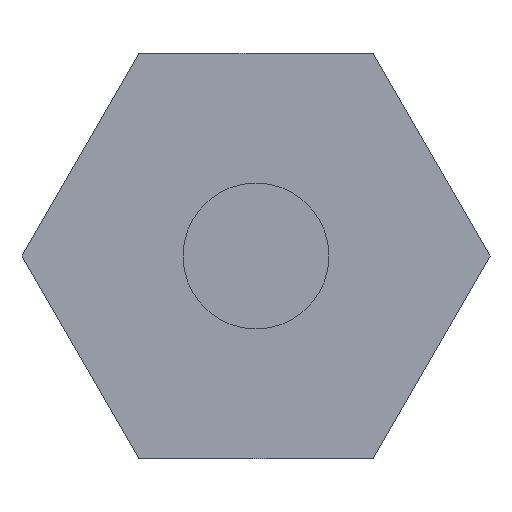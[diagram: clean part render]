
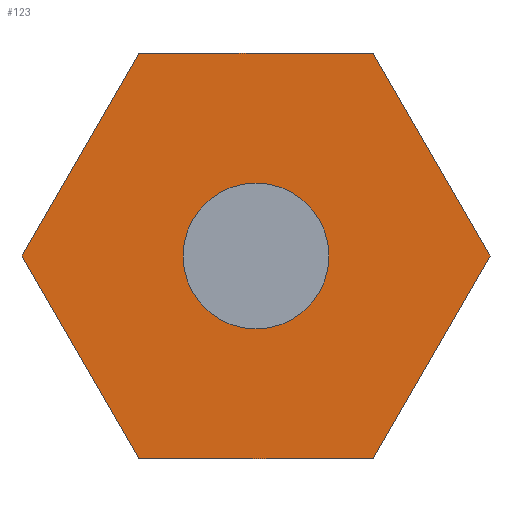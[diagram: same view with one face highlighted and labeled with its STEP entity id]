
A CAD part, front view. The second image highlights one B-rep face of the part: STEP entity #123.
In plain terms, the highlighted planar face has unit normal (0, -1, 0).
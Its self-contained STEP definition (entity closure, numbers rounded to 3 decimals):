
#1 = VERTEX_POINT ( 'NONE', #24 ) ;
#7 = CARTESIAN_POINT ( 'NONE',  ( 6.416, 0., 0. ) ) ;
#13 = VECTOR ( 'NONE', #50, 1000. ) ;
#24 = CARTESIAN_POINT ( 'NONE',  ( 3.208, 0., 5.556 ) ) ;
#26 = DIRECTION ( 'NONE',  ( -0.5, 0., 0.866 ) ) ;
#31 = CARTESIAN_POINT ( 'NONE',  ( -3.208, 0., 5.556 ) ) ;
#37 = EDGE_CURVE ( 'NONE', #303, #247, #114, .T. ) ;
#38 = VECTOR ( 'NONE', #26, 1000. ) ;
#43 = CARTESIAN_POINT ( 'NONE',  ( -6.416, 0., 0. ) ) ;
#44 = VECTOR ( 'NONE', #173, 1000. ) ;
#50 = DIRECTION ( 'NONE',  ( -1., 0., 0. ) ) ;
#62 = LINE ( 'NONE', #269, #332 ) ;
#63 = ORIENTED_EDGE ( 'NONE', *, *, #281, .F. ) ;
#64 = DIRECTION ( 'NONE',  ( 0., 1., 0. ) ) ;
#69 = ORIENTED_EDGE ( 'NONE', *, *, #212, .F. ) ;
#81 = ORIENTED_EDGE ( 'NONE', *, *, #37, .F. ) ;
#83 = DIRECTION ( 'NONE',  ( 0.5, 0., 0.866 ) ) ;
#88 = EDGE_CURVE ( 'NONE', #247, #196, #301, .T. ) ;
#94 = DIRECTION ( 'NONE',  ( 0., -1., 0. ) ) ;
#96 = CIRCLE ( 'NONE', #109, 2. ) ;
#109 = AXIS2_PLACEMENT_3D ( 'NONE', #151, #338, #182 ) ;
#113 = DIRECTION ( 'NONE',  ( 1., 0., 0. ) ) ;
#114 = LINE ( 'NONE', #133, #38 ) ;
#117 = CARTESIAN_POINT ( 'NONE',  ( 3.208, 0., 5.556 ) ) ;
#118 = LINE ( 'NONE', #117, #44 ) ;
#123 = ADVANCED_FACE ( 'NONE', ( #345, #207 ), #217, .F. ) ;
#125 = CARTESIAN_POINT ( 'NONE',  ( 3.208, 0., -5.556 ) ) ;
#133 = CARTESIAN_POINT ( 'NONE',  ( -3.208, 0., -5.556 ) ) ;
#140 = CARTESIAN_POINT ( 'NONE',  ( 0., 0., 0. ) ) ;
#147 = CARTESIAN_POINT ( 'NONE',  ( -3.208, 0., 5.556 ) ) ;
#151 = CARTESIAN_POINT ( 'NONE',  ( 0., 0., 0. ) ) ;
#158 = VECTOR ( 'NONE', #340, 1000. ) ;
#161 = EDGE_CURVE ( 'NONE', #196, #1, #62, .T. ) ;
#162 = LINE ( 'NONE', #224, #158 ) ;
#169 = VERTEX_POINT ( 'NONE', #7 ) ;
#173 = DIRECTION ( 'NONE',  ( 0.5, 0., -0.866 ) ) ;
#182 = DIRECTION ( 'NONE',  ( 0., 0., -1. ) ) ;
#196 = VERTEX_POINT ( 'NONE', #147 ) ;
#203 = CARTESIAN_POINT ( 'NONE',  ( -3.208, 0., -5.556 ) ) ;
#207 = FACE_OUTER_BOUND ( 'NONE', #240, .T. ) ;
#212 = EDGE_CURVE ( 'NONE', #1, #169, #118, .T. ) ;
#217 = PLANE ( 'NONE',  #238 ) ;
#222 = EDGE_CURVE ( 'NONE', #268, #265, #286, .T. ) ;
#224 = CARTESIAN_POINT ( 'NONE',  ( 3.208, 0., -5.556 ) ) ;
#227 = VECTOR ( 'NONE', #83, 1000. ) ;
#238 = AXIS2_PLACEMENT_3D ( 'NONE', #140, #64, #242 ) ;
#239 = ORIENTED_EDGE ( 'NONE', *, *, #339, .F. ) ;
#240 = EDGE_LOOP ( 'NONE', ( #239, #69, #325, #322, #81, #331 ) ) ;
#242 = DIRECTION ( 'NONE',  ( 0., 0., 1. ) ) ;
#247 = VERTEX_POINT ( 'NONE', #43 ) ;
#249 = CARTESIAN_POINT ( 'NONE',  ( 0., 0., 0. ) ) ;
#251 = CARTESIAN_POINT ( 'NONE',  ( 0., 0., 2. ) ) ;
#253 = CARTESIAN_POINT ( 'NONE',  ( -3.208, 0., -5.556 ) ) ;
#258 = EDGE_LOOP ( 'NONE', ( #63, #317 ) ) ;
#265 = VERTEX_POINT ( 'NONE', #308 ) ;
#268 = VERTEX_POINT ( 'NONE', #251 ) ;
#269 = CARTESIAN_POINT ( 'NONE',  ( -3.208, 0., 5.556 ) ) ;
#277 = DIRECTION ( 'NONE',  ( 0., 0., -1. ) ) ;
#281 = EDGE_CURVE ( 'NONE', #265, #268, #96, .T. ) ;
#286 = CIRCLE ( 'NONE', #330, 2. ) ;
#290 = VERTEX_POINT ( 'NONE', #125 ) ;
#292 = LINE ( 'NONE', #203, #13 ) ;
#301 = LINE ( 'NONE', #31, #227 ) ;
#303 = VERTEX_POINT ( 'NONE', #253 ) ;
#308 = CARTESIAN_POINT ( 'NONE',  ( 0., 0., -2. ) ) ;
#317 = ORIENTED_EDGE ( 'NONE', *, *, #222, .F. ) ;
#322 = ORIENTED_EDGE ( 'NONE', *, *, #88, .F. ) ;
#325 = ORIENTED_EDGE ( 'NONE', *, *, #161, .F. ) ;
#327 = EDGE_CURVE ( 'NONE', #290, #303, #292, .T. ) ;
#330 = AXIS2_PLACEMENT_3D ( 'NONE', #249, #94, #277 ) ;
#331 = ORIENTED_EDGE ( 'NONE', *, *, #327, .F. ) ;
#332 = VECTOR ( 'NONE', #113, 1000. ) ;
#338 = DIRECTION ( 'NONE',  ( 0., -1., 0. ) ) ;
#339 = EDGE_CURVE ( 'NONE', #169, #290, #162, .T. ) ;
#340 = DIRECTION ( 'NONE',  ( -0.5, 0., -0.866 ) ) ;
#345 = FACE_BOUND ( 'NONE', #258, .T. ) ;
